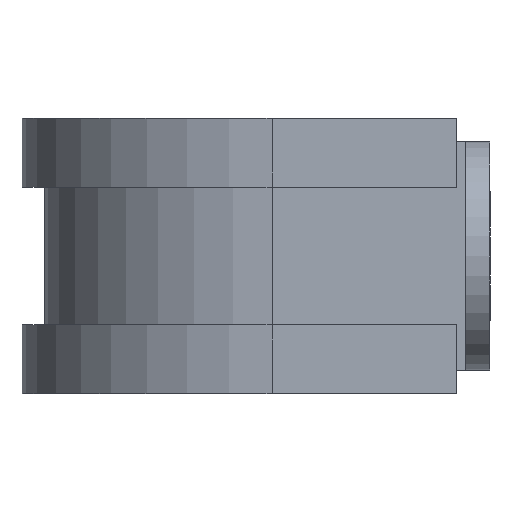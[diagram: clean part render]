
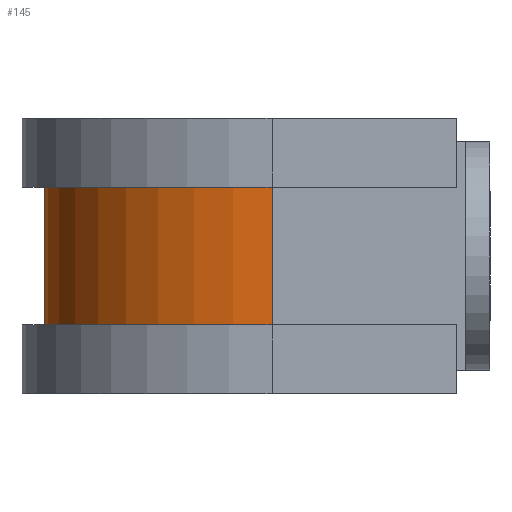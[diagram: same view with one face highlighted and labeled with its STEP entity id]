
A CAD part, left-side view. The second image highlights one B-rep face of the part: STEP entity #145.
In plain terms, the highlighted cylindrical face has radius 14.85 mm (diameter 29.7 mm), a partial arc.
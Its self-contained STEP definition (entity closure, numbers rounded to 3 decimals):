
#31 = DIRECTION ( 'NONE',  ( 0., 0., -1. ) ) ;
#127 = DIRECTION ( 'NONE',  ( 1., 0., 0. ) ) ;
#131 = DIRECTION ( 'NONE',  ( 1., 0., 0. ) ) ;
#134 = CARTESIAN_POINT ( 'NONE',  ( 0., 14.25, -4.5 ) ) ;
#145 = ADVANCED_FACE ( 'NONE', ( #947 ), #600, .T. ) ;
#158 = ORIENTED_EDGE ( 'NONE', *, *, #1351, .F. ) ;
#201 = AXIS2_PLACEMENT_3D ( 'NONE', #1144, #460, #131 ) ;
#321 = CIRCLE ( 'NONE', #1186, 14.85 ) ;
#322 = DIRECTION ( 'NONE',  ( 0., 0., -1. ) ) ;
#354 = EDGE_CURVE ( 'NONE', #430, #1023, #1128, .T. ) ;
#366 = VERTEX_POINT ( 'NONE', #1121 ) ;
#430 = VERTEX_POINT ( 'NONE', #1005 ) ;
#444 = ORIENTED_EDGE ( 'NONE', *, *, #810, .T. ) ;
#457 = ORIENTED_EDGE ( 'NONE', *, *, #784, .F. ) ;
#460 = DIRECTION ( 'NONE',  ( 0., 0., 1. ) ) ;
#476 = DIRECTION ( 'NONE',  ( -1., 0., 0. ) ) ;
#499 = ORIENTED_EDGE ( 'NONE', *, *, #354, .T. ) ;
#600 = CYLINDRICAL_SURFACE ( 'NONE', #1149, 14.85 ) ;
#784 = EDGE_CURVE ( 'NONE', #366, #924, #1105, .T. ) ;
#810 = EDGE_CURVE ( 'NONE', #1023, #924, #321, .T. ) ;
#814 = CARTESIAN_POINT ( 'NONE',  ( -14.85, 14.25, -4.5 ) ) ;
#826 = CARTESIAN_POINT ( 'NONE',  ( 0., 14.25, 7.5 ) ) ;
#924 = VERTEX_POINT ( 'NONE', #814 ) ;
#934 = VECTOR ( 'NONE', #322, 1000. ) ;
#947 = FACE_OUTER_BOUND ( 'NONE', #1233, .T. ) ;
#1005 = CARTESIAN_POINT ( 'NONE',  ( 14.85, 14.25, 4.5 ) ) ;
#1023 = VERTEX_POINT ( 'NONE', #1046 ) ;
#1031 = DIRECTION ( 'NONE',  ( 0., 0., 1. ) ) ;
#1046 = CARTESIAN_POINT ( 'NONE',  ( 14.85, 14.25, -4.5 ) ) ;
#1105 = LINE ( 'NONE', #1421, #1163 ) ;
#1121 = CARTESIAN_POINT ( 'NONE',  ( -14.85, 14.25, 4.5 ) ) ;
#1128 = LINE ( 'NONE', #1335, #934 ) ;
#1144 = CARTESIAN_POINT ( 'NONE',  ( 0., 14.25, 4.5 ) ) ;
#1149 = AXIS2_PLACEMENT_3D ( 'NONE', #826, #31, #476 ) ;
#1163 = VECTOR ( 'NONE', #1324, 1000. ) ;
#1186 = AXIS2_PLACEMENT_3D ( 'NONE', #134, #1031, #127 ) ;
#1233 = EDGE_LOOP ( 'NONE', ( #158, #499, #444, #457 ) ) ;
#1324 = DIRECTION ( 'NONE',  ( 0., 0., -1. ) ) ;
#1330 = CIRCLE ( 'NONE', #201, 14.85 ) ;
#1335 = CARTESIAN_POINT ( 'NONE',  ( 14.85, 14.25, 7.5 ) ) ;
#1351 = EDGE_CURVE ( 'NONE', #430, #366, #1330, .T. ) ;
#1421 = CARTESIAN_POINT ( 'NONE',  ( -14.85, 14.25, 7.5 ) ) ;
